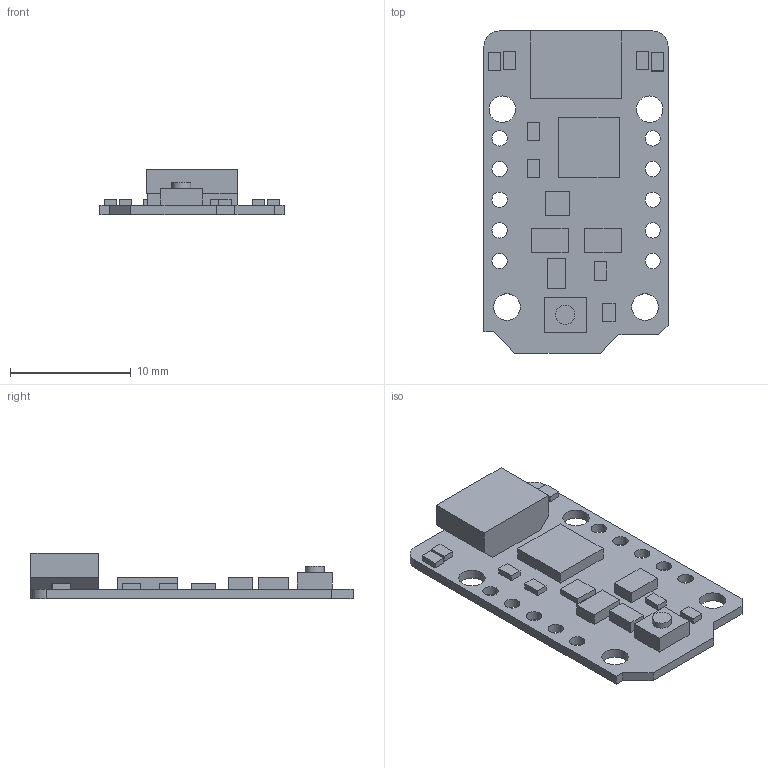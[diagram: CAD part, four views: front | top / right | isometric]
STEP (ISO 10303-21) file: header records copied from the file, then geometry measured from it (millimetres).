
FILE_DESCRIPTION(/* description */ (''),/* implementation_level */ '2;1');
FILE_NAME(/* name */ '3500 Trinket M0.step',/* time_stamp */ '2018-07-07T12:27:42-04:00',/* author */ ('Adafruit'),/* organization */ (''),/* preprocessor_version */ 'ST-DEVELOPER v17',/* originating_system */ 'Autodesk Translation Framework v7.1.0.215',/* authorisation */ '');
FILE_SCHEMA (('AUTOMOTIVE_DESIGN { 1 0 10303 214 3 1 1 }'));
Length unit declared in the file: millimetre
Products named in the file (1): Trinket M0 3500
Bounding box: 15.24 x 26.67 x 3.8 mm (x, y, z)
Volume: 403.6 mm3; surface area: 1320.1 mm2
Topology: 16 solids, 16 shells, 132 faces, 294 edges, 196 vertices
Faces by surface type: plane 115, cylinder 17
Full cylindrical faces by diameter (mm): 1.27 x10, 1.6 x1, 2.2 x4
Entity records: 3738 total; most frequent: CARTESIAN_POINT 623, DIRECTION 594, ORIENTED_EDGE 588, EDGE_CURVE 294, LINE 260, VECTOR 260, VERTEX_POINT 196, AXIS2_PLACEMENT_3D 167
